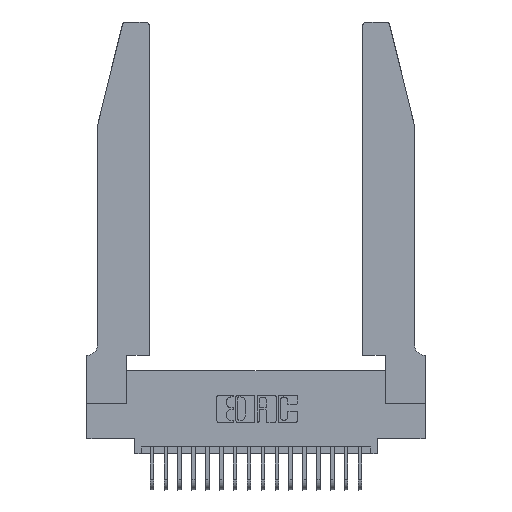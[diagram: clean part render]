
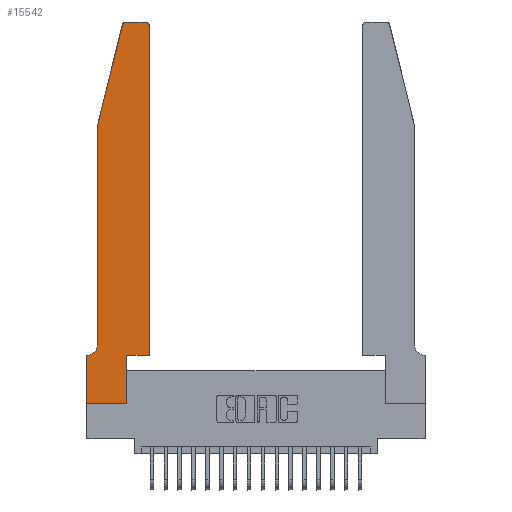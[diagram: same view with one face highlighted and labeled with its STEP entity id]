
A CAD part, top view. The second image highlights one B-rep face of the part: STEP entity #15542.
In plain terms, the highlighted planar face has unit normal (0, 0, 1).
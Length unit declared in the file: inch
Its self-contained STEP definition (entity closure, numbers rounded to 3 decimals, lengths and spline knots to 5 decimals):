
#93 = EDGE_CURVE ( 'NONE', #5560, #17254, #3992, .T. ) ;
#558 = DIRECTION ( 'NONE',  ( 0., 0., 1. ) ) ;
#653 = DIRECTION ( 'NONE',  ( -1., 0., 0. ) ) ;
#661 = ORIENTED_EDGE ( 'NONE', *, *, #14936, .T. ) ;
#818 = CARTESIAN_POINT ( 'NONE',  ( 0.4505, 0.35, 0.37 ) ) ;
#1268 = CARTESIAN_POINT ( 'NONE',  ( 0.0755, 2., 0.37 ) ) ;
#1596 = ORIENTED_EDGE ( 'NONE', *, *, #13359, .T. ) ;
#2146 = VERTEX_POINT ( 'NONE', #17962 ) ;
#2174 = VERTEX_POINT ( 'NONE', #21487 ) ;
#2397 = VECTOR ( 'NONE', #20531, 39.37008 ) ;
#2603 = VERTEX_POINT ( 'NONE', #9122 ) ;
#3073 = LINE ( 'NONE', #20225, #15753 ) ;
#3311 = AXIS2_PLACEMENT_3D ( 'NONE', #16825, #6492, #18611 ) ;
#3323 = CARTESIAN_POINT ( 'NONE',  ( 0.2865, 0., 0.37 ) ) ;
#3451 = ORIENTED_EDGE ( 'NONE', *, *, #19210, .T. ) ;
#3960 = VERTEX_POINT ( 'NONE', #7661 ) ;
#3992 = LINE ( 'NONE', #13216, #21933 ) ;
#4038 = AXIS2_PLACEMENT_3D ( 'NONE', #21468, #558, #12725 ) ;
#4121 = EDGE_CURVE ( 'NONE', #5614, #2146, #10571, .T. ) ;
#4274 = ORIENTED_EDGE ( 'NONE', *, *, #9150, .T. ) ;
#4670 = CARTESIAN_POINT ( 'NONE',  ( 0.4505, 0.35, 0.37 ) ) ;
#4688 = LINE ( 'NONE', #1268, #22577 ) ;
#4880 = VERTEX_POINT ( 'NONE', #14428 ) ;
#5136 = AXIS2_PLACEMENT_3D ( 'NONE', #9833, #22039, #11574 ) ;
#5543 = CARTESIAN_POINT ( 'NONE',  ( 0.0755, 2., 0.37 ) ) ;
#5560 = VERTEX_POINT ( 'NONE', #22225 ) ;
#5614 = VERTEX_POINT ( 'NONE', #22437 ) ;
#6204 = FACE_OUTER_BOUND ( 'NONE', #14913, .T. ) ;
#6287 = ORIENTED_EDGE ( 'NONE', *, *, #13461, .T. ) ;
#6422 = DIRECTION ( 'NONE',  ( 1., 0., 0. ) ) ;
#6492 = DIRECTION ( 'NONE',  ( 0., 0., 1. ) ) ;
#7274 = CIRCLE ( 'NONE', #5136, 0.07 ) ;
#7334 = ORIENTED_EDGE ( 'NONE', *, *, #93, .T. ) ;
#7661 = CARTESIAN_POINT ( 'NONE',  ( 0.4505, 0.35, 0.37 ) ) ;
#9122 = CARTESIAN_POINT ( 'NONE',  ( 0.284, 2.75, 0.37 ) ) ;
#9150 = EDGE_CURVE ( 'NONE', #15432, #11602, #4688, .T. ) ;
#9268 = PLANE ( 'NONE',  #4038 ) ;
#9384 = DIRECTION ( 'NONE',  ( 0., 0., 1. ) ) ;
#9434 = LINE ( 'NONE', #11180, #18158 ) ;
#9529 = CARTESIAN_POINT ( 'NONE',  ( 0.0755, 0.42, 0.37 ) ) ;
#9793 = EDGE_CURVE ( 'NONE', #17254, #22259, #15172, .T. ) ;
#9833 = CARTESIAN_POINT ( 'NONE',  ( 0.0055, 0.42, 0.37 ) ) ;
#10083 = CARTESIAN_POINT ( 'NONE',  ( 0., 0., 0.37 ) ) ;
#10569 = LINE ( 'NONE', #11565, #14103 ) ;
#10571 = CIRCLE ( 'NONE', #3311, 0.03 ) ;
#10889 = LINE ( 'NONE', #14588, #15512 ) ;
#11073 = CARTESIAN_POINT ( 'NONE',  ( 0., 0., 0.37 ) ) ;
#11180 = CARTESIAN_POINT ( 'NONE',  ( 0.0755, 2., 0.37 ) ) ;
#11254 = DIRECTION ( 'NONE',  ( -0.239, -0.971, 0. ) ) ;
#11331 = DIRECTION ( 'NONE',  ( 0., 1., 0. ) ) ;
#11565 = CARTESIAN_POINT ( 'NONE',  ( 0.2865, 0.35, 0.37 ) ) ;
#11574 = DIRECTION ( 'NONE',  ( -1., 0., 0. ) ) ;
#11602 = VERTEX_POINT ( 'NONE', #9529 ) ;
#11663 = VECTOR ( 'NONE', #11331, 39.37008 ) ;
#11738 = EDGE_CURVE ( 'NONE', #22259, #14070, #3073, .T. ) ;
#11771 = DIRECTION ( 'NONE',  ( 0., -1., 0. ) ) ;
#11860 = LINE ( 'NONE', #4670, #20619 ) ;
#12015 = ORIENTED_EDGE ( 'NONE', *, *, #4121, .T. ) ;
#12217 = EDGE_CURVE ( 'NONE', #2146, #2603, #10889, .T. ) ;
#12514 = DIRECTION ( 'NONE',  ( -1., 0., 0. ) ) ;
#12725 = DIRECTION ( 'NONE',  ( 1., 0., 0. ) ) ;
#13142 = ORIENTED_EDGE ( 'NONE', *, *, #15045, .T. ) ;
#13216 = CARTESIAN_POINT ( 'NONE',  ( 0.0755, 0.35, 0.37 ) ) ;
#13234 = DIRECTION ( 'NONE',  ( 1., 0., 0. ) ) ;
#13359 = EDGE_CURVE ( 'NONE', #3960, #5614, #20954, .T. ) ;
#13461 = EDGE_CURVE ( 'NONE', #14070, #4880, #10569, .T. ) ;
#13624 = AXIS2_PLACEMENT_3D ( 'NONE', #19828, #9384, #21589 ) ;
#14070 = VERTEX_POINT ( 'NONE', #3323 ) ;
#14103 = VECTOR ( 'NONE', #16826, 39.37008 ) ;
#14153 = ORIENTED_EDGE ( 'NONE', *, *, #19048, .T. ) ;
#14428 = CARTESIAN_POINT ( 'NONE',  ( 0.2865, 0.35, 0.37 ) ) ;
#14561 = CARTESIAN_POINT ( 'NONE',  ( 0., 0.35, 0.37 ) ) ;
#14588 = CARTESIAN_POINT ( 'NONE',  ( 0.2605, 2.75, 0.37 ) ) ;
#14900 = ORIENTED_EDGE ( 'NONE', *, *, #12217, .T. ) ;
#14913 = EDGE_LOOP ( 'NONE', ( #14900, #14153, #661, #4274, #3451, #7334, #15173, #20389, #6287, #13142, #1596, #12015 ) ) ;
#14936 = EDGE_CURVE ( 'NONE', #2174, #15432, #9434, .T. ) ;
#15045 = EDGE_CURVE ( 'NONE', #4880, #3960, #11860, .T. ) ;
#15172 = LINE ( 'NONE', #10083, #2397 ) ;
#15173 = ORIENTED_EDGE ( 'NONE', *, *, #9793, .T. ) ;
#15432 = VERTEX_POINT ( 'NONE', #5543 ) ;
#15512 = VECTOR ( 'NONE', #653, 39.37008 ) ;
#15542 = ADVANCED_FACE ( 'NONE', ( #6204 ), #9268, .T. ) ;
#15753 = VECTOR ( 'NONE', #6422, 39.37008 ) ;
#16825 = CARTESIAN_POINT ( 'NONE',  ( 0.4205, 2.72, 0.37 ) ) ;
#16826 = DIRECTION ( 'NONE',  ( 0., 1., 0. ) ) ;
#17254 = VERTEX_POINT ( 'NONE', #14561 ) ;
#17962 = CARTESIAN_POINT ( 'NONE',  ( 0.4205, 2.75, 0.37 ) ) ;
#18158 = VECTOR ( 'NONE', #11254, 39.37008 ) ;
#18611 = DIRECTION ( 'NONE',  ( 1., 0., 0. ) ) ;
#18703 = CIRCLE ( 'NONE', #13624, 0.03 ) ;
#19048 = EDGE_CURVE ( 'NONE', #2603, #2174, #18703, .T. ) ;
#19210 = EDGE_CURVE ( 'NONE', #11602, #5560, #7274, .T. ) ;
#19828 = CARTESIAN_POINT ( 'NONE',  ( 0.284, 2.72, 0.37 ) ) ;
#20225 = CARTESIAN_POINT ( 'NONE',  ( 0., 0., 0.37 ) ) ;
#20389 = ORIENTED_EDGE ( 'NONE', *, *, #11738, .T. ) ;
#20531 = DIRECTION ( 'NONE',  ( 0., -1., 0. ) ) ;
#20619 = VECTOR ( 'NONE', #13234, 39.37008 ) ;
#20954 = LINE ( 'NONE', #818, #11663 ) ;
#21468 = CARTESIAN_POINT ( 'NONE',  ( 0., 0.35, 0.37 ) ) ;
#21487 = CARTESIAN_POINT ( 'NONE',  ( 0.25487, 2.72718, 0.37 ) ) ;
#21589 = DIRECTION ( 'NONE',  ( 1., 0., 0. ) ) ;
#21933 = VECTOR ( 'NONE', #12514, 39.37008 ) ;
#22039 = DIRECTION ( 'NONE',  ( 0., 0., -1. ) ) ;
#22225 = CARTESIAN_POINT ( 'NONE',  ( 0.0055, 0.35, 0.37 ) ) ;
#22259 = VERTEX_POINT ( 'NONE', #11073 ) ;
#22437 = CARTESIAN_POINT ( 'NONE',  ( 0.4505, 2.72, 0.37 ) ) ;
#22577 = VECTOR ( 'NONE', #11771, 39.37008 ) ;
